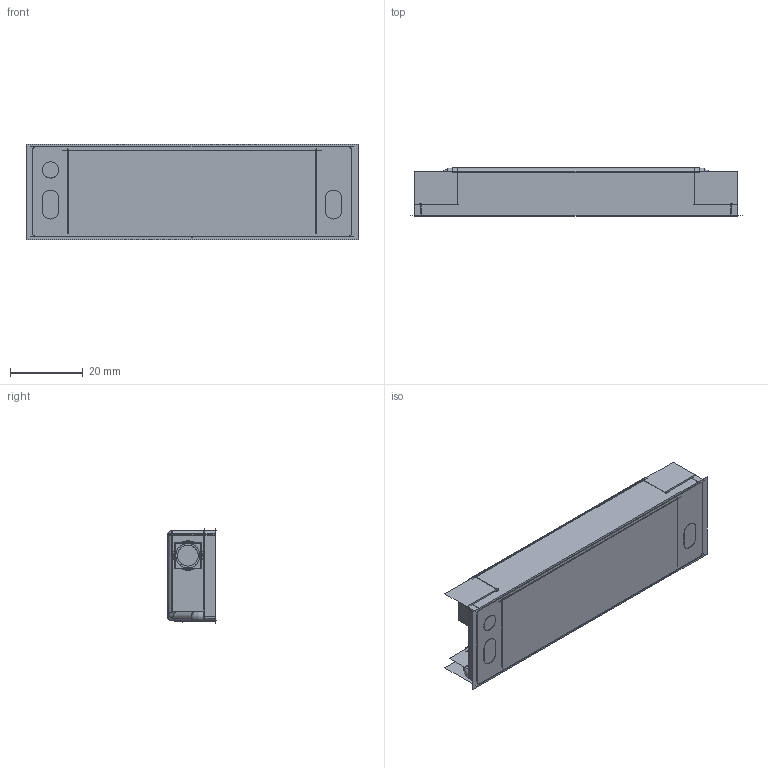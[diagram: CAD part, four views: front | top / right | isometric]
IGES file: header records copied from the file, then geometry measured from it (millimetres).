
Start section:  PTC IGES file: 211844.igs
Global section: file name: 211844.igs; native system: Creo Parametric by PTC Inc.; preprocessor: 2018300; author: pdmadmin; organization: Unknown; date: 20190507.123826; units: millimetre
Bounding box: 91.52 x 13.23 x 26.21 mm (x, y, z)
Volume: 23741.8 mm3; surface area: 34037.2 mm2
Topology: 1 solids, 1 shells, 170 faces, 884 edges, 1125 vertices
Faces by surface type: revolution 96, bspline 74
